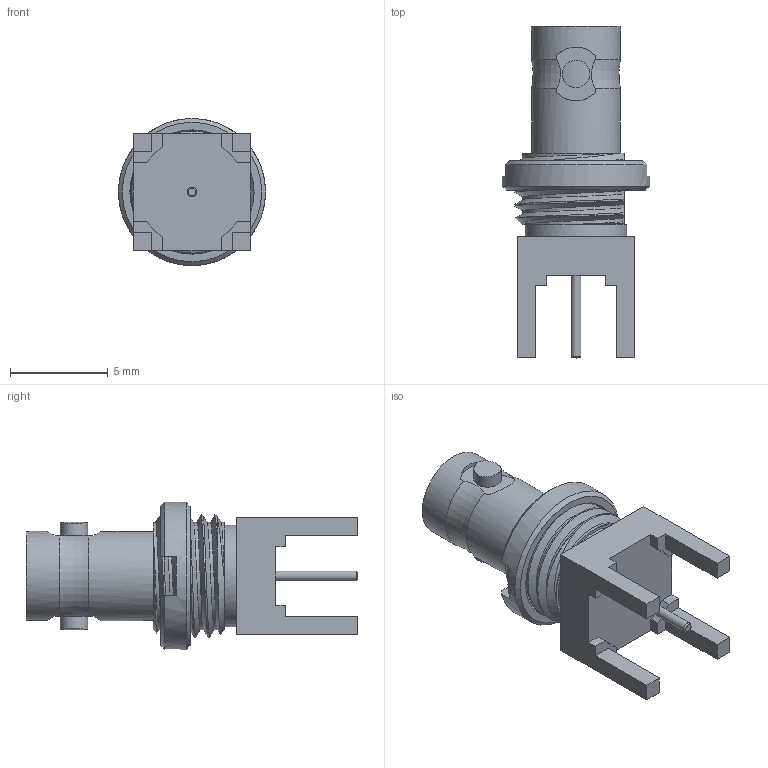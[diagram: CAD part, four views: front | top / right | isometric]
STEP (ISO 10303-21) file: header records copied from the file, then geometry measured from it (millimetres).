
FILE_DESCRIPTION (( 'STEP AP203' ), '1' );
FILE_NAME ('FMCN0013_3D.step', '2021-12-14T18:17:09', ( '' ), ( '' ), 'SwSTEP 2.0', 'SolidWorks 2021', '' );
FILE_SCHEMA (( 'CONFIG_CONTROL_DESIGN' ));
Length unit declared in the file: inch
Products named in the file (5): _HDBNC-NUT-001-N^HDBNC-J-P-GN-ST-BH1(2)_FMCN0013; _HDBNC-BH-J-P-XX-ST-BH1_PIN^HDBNC-J-P-GN-ST-BH1(2)_FMCN0013; _HDBNC-J-P-XX-ST-BH1_BODY^HDBNC-J-P-GN-ST-BH1(2)_FMCN0013; FMCN0013_3D; HDBNC-J-P-GN-ST-BH1(2)^FMCN0013
Assembly tree (4 placements, depth 3):
  FMCN0013_3D
    HDBNC-J-P-GN-ST-BH1(2)^FMCN0013
      _HDBNC-J-P-XX-ST-BH1_BODY^HDBNC-J-P-GN-ST-BH1(2)_FMCN0013
      _HDBNC-BH-J-P-XX-ST-BH1_PIN^HDBNC-J-P-GN-ST-BH1(2)_FMCN0013
      _HDBNC-NUT-001-N^HDBNC-J-P-GN-ST-BH1(2)_FMCN0013
Bounding box: 7.52 x 16.96 x 7.52 mm (x, y, z)
Volume: 296.6 mm3; surface area: 635.1 mm2
Topology: 3 solids, 3 shells, 114 faces, 296 edges, 196 vertices
Faces by surface type: plane 53, cylinder 28, bspline 18, cone 13, torus 2
Full cylindrical faces by diameter (mm): 0.43 x1, 0.5 x1, 0.51 x1, 1.4 x2, 1.7 x2, 3.59 x1, 4.55 x2, 5.2 x1, 5.588 x1, 7.52 x1
Entity records: 7910 total; most frequent: CARTESIAN_POINT 4914, ORIENTED_EDGE 540, DIRECTION 452, EDGE_CURVE 270, VERTEX_POINT 188, AXIS2_PLACEMENT_3D 164, EDGE_LOOP 142, FACE_OUTER_BOUND 127
